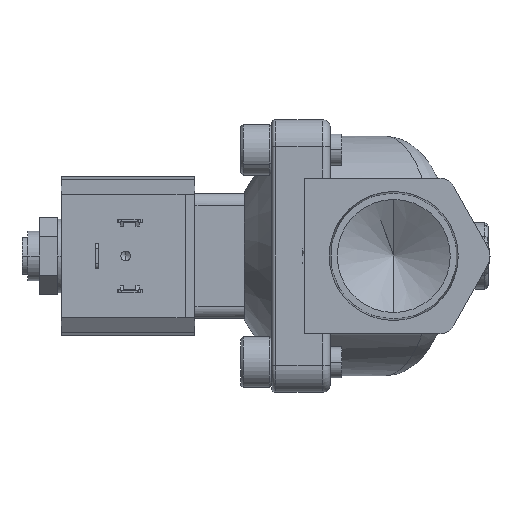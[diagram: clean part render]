
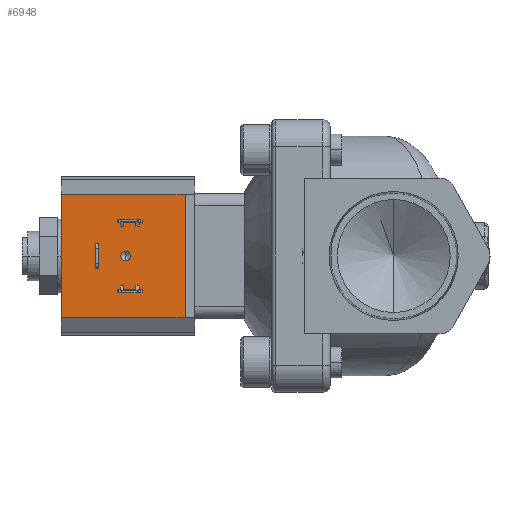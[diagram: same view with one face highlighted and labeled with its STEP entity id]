
A CAD part, left-side view. The second image highlights one B-rep face of the part: STEP entity #6948.
In plain terms, the highlighted planar face has unit normal (-1, 0, 0).
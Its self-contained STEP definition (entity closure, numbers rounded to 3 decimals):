
#42 = VECTOR ( 'NONE', #1165, 1000. ) ;
#71 = ORIENTED_EDGE ( 'NONE', *, *, #14193, .F. ) ;
#157 = LINE ( 'NONE', #303, #5818 ) ;
#173 = CARTESIAN_POINT ( 'NONE',  ( 2.057, 43.965, 0. ) ) ;
#255 = EDGE_LOOP ( 'NONE', ( #10847, #2722, #323, #4192 ) ) ;
#261 = EDGE_LOOP ( 'NONE', ( #7300, #71, #12311, #7140 ) ) ;
#303 = CARTESIAN_POINT ( 'NONE',  ( 2.057, 51.829, -3.213 ) ) ;
#323 = ORIENTED_EDGE ( 'NONE', *, *, #8289, .T. ) ;
#397 = EDGE_CURVE ( 'NONE', #3259, #8516, #1325, .T. ) ;
#444 = LINE ( 'NONE', #863, #10876 ) ;
#447 = VERTEX_POINT ( 'NONE', #13207 ) ;
#631 = CARTESIAN_POINT ( 'NONE',  ( 2.057, 28.74, -15.875 ) ) ;
#687 = DIRECTION ( 'NONE',  ( -1., 0., 0. ) ) ;
#697 = ORIENTED_EDGE ( 'NONE', *, *, #6250, .T. ) ;
#790 = DIRECTION ( 'NONE',  ( 0., 0., 1. ) ) ;
#863 = CARTESIAN_POINT ( 'NONE',  ( 2.057, 46.114, -9.423 ) ) ;
#896 = LINE ( 'NONE', #971, #10706 ) ;
#971 = CARTESIAN_POINT ( 'NONE',  ( 2.057, 51.829, -3.213 ) ) ;
#1046 = DIRECTION ( 'NONE',  ( 0., -1., 0. ) ) ;
#1126 = CARTESIAN_POINT ( 'NONE',  ( 2.057, 28.74, -15.875 ) ) ;
#1127 = CARTESIAN_POINT ( 'NONE',  ( 2.057, 46.114, 8.611 ) ) ;
#1165 = DIRECTION ( 'NONE',  ( 0., -1., 0. ) ) ;
#1214 = DIRECTION ( 'NONE',  ( 0., 0., 1. ) ) ;
#1325 = LINE ( 'NONE', #11432, #13473 ) ;
#1487 = VERTEX_POINT ( 'NONE', #1126 ) ;
#1490 = ORIENTED_EDGE ( 'NONE', *, *, #6559, .T. ) ;
#1605 = VECTOR ( 'NONE', #14167, 1000. ) ;
#1867 = CARTESIAN_POINT ( 'NONE',  ( 2.057, 51.016, -3.213 ) ) ;
#1880 = CARTESIAN_POINT ( 'NONE',  ( 2.057, 46.114, -8.611 ) ) ;
#1888 = CARTESIAN_POINT ( 'NONE',  ( 2.057, 60.49, 15.875 ) ) ;
#1951 = CARTESIAN_POINT ( 'NONE',  ( 2.057, 28.74, -15.875 ) ) ;
#2069 = FACE_BOUND ( 'NONE', #261, .T. ) ;
#2153 = DIRECTION ( 'NONE',  ( -1., 0., 0. ) ) ;
#2181 = VERTEX_POINT ( 'NONE', #12617 ) ;
#2319 = ORIENTED_EDGE ( 'NONE', *, *, #7057, .F. ) ;
#2365 = VECTOR ( 'NONE', #12635, 1000. ) ;
#2471 = VERTEX_POINT ( 'NONE', #4172 ) ;
#2722 = ORIENTED_EDGE ( 'NONE', *, *, #4289, .F. ) ;
#2832 = VERTEX_POINT ( 'NONE', #4343 ) ;
#3099 = VERTEX_POINT ( 'NONE', #11187 ) ;
#3159 = FACE_BOUND ( 'NONE', #10687, .T. ) ;
#3229 = FACE_BOUND ( 'NONE', #255, .T. ) ;
#3259 = VERTEX_POINT ( 'NONE', #4196 ) ;
#3565 = VERTEX_POINT ( 'NONE', #6061 ) ;
#3868 = DIRECTION ( 'NONE',  ( 0., 0., -1. ) ) ;
#4172 = CARTESIAN_POINT ( 'NONE',  ( 2.057, 60.49, -15.875 ) ) ;
#4192 = ORIENTED_EDGE ( 'NONE', *, *, #6231, .T. ) ;
#4196 = CARTESIAN_POINT ( 'NONE',  ( 2.057, 28.74, 15.875 ) ) ;
#4289 = EDGE_CURVE ( 'NONE', #5618, #14299, #5065, .T. ) ;
#4343 = CARTESIAN_POINT ( 'NONE',  ( 2.057, 43.965, -1.264 ) ) ;
#4376 = ORIENTED_EDGE ( 'NONE', *, *, #12436, .F. ) ;
#4537 = EDGE_CURVE ( 'NONE', #13583, #13872, #11832, .T. ) ;
#4559 = CARTESIAN_POINT ( 'NONE',  ( 2.057, 51.016, -3.213 ) ) ;
#4570 = LINE ( 'NONE', #11413, #8626 ) ;
#4585 = DIRECTION ( 'NONE',  ( -1., 0., 0. ) ) ;
#4875 = CARTESIAN_POINT ( 'NONE',  ( 2.057, 46.114, 9.423 ) ) ;
#5037 = CARTESIAN_POINT ( 'NONE',  ( 2.057, 46.114, 8.611 ) ) ;
#5065 = LINE ( 'NONE', #8418, #7418 ) ;
#5124 = EDGE_LOOP ( 'NONE', ( #6509, #12886 ) ) ;
#5228 = CARTESIAN_POINT ( 'NONE',  ( 2.057, 39.764, -9.423 ) ) ;
#5618 = VERTEX_POINT ( 'NONE', #10163 ) ;
#5818 = VECTOR ( 'NONE', #9017, 1000. ) ;
#5892 = ORIENTED_EDGE ( 'NONE', *, *, #13026, .F. ) ;
#5963 = LINE ( 'NONE', #10418, #8929 ) ;
#6061 = CARTESIAN_POINT ( 'NONE',  ( 2.057, 39.764, 9.423 ) ) ;
#6231 = EDGE_CURVE ( 'NONE', #11598, #11172, #12285, .T. ) ;
#6250 = EDGE_CURVE ( 'NONE', #3565, #447, #4570, .T. ) ;
#6269 = CIRCLE ( 'NONE', #6511, 1.264 ) ;
#6294 = DIRECTION ( 'NONE',  ( 0., 0., 1. ) ) ;
#6295 = EDGE_CURVE ( 'NONE', #2181, #11662, #157, .T. ) ;
#6476 = CIRCLE ( 'NONE', #8123, 1.264 ) ;
#6509 = ORIENTED_EDGE ( 'NONE', *, *, #14078, .F. ) ;
#6511 = AXIS2_PLACEMENT_3D ( 'NONE', #12690, #687, #10636 ) ;
#6536 = VECTOR ( 'NONE', #10010, 1000. ) ;
#6559 = EDGE_CURVE ( 'NONE', #1487, #3259, #7604, .T. ) ;
#6573 = DIRECTION ( 'NONE',  ( 0., 0., 1. ) ) ;
#6645 = LINE ( 'NONE', #1127, #6536 ) ;
#6752 = EDGE_CURVE ( 'NONE', #1487, #2471, #10378, .T. ) ;
#6904 = DIRECTION ( 'NONE',  ( 0., -1., 0. ) ) ;
#6919 = EDGE_CURVE ( 'NONE', #11662, #13872, #14027, .T. ) ;
#6948 = ADVANCED_FACE ( 'NONE', ( #13072, #7524, #3159, #2069, #3229 ), #11889, .T. ) ;
#7057 = EDGE_CURVE ( 'NONE', #14141, #447, #6645, .T. ) ;
#7062 = LINE ( 'NONE', #11501, #13512 ) ;
#7074 = CARTESIAN_POINT ( 'NONE',  ( 2.057, 60.49, -15.875 ) ) ;
#7129 = DIRECTION ( 'NONE',  ( 0., -1., 0. ) ) ;
#7140 = ORIENTED_EDGE ( 'NONE', *, *, #6919, .T. ) ;
#7300 = ORIENTED_EDGE ( 'NONE', *, *, #4537, .F. ) ;
#7393 = CARTESIAN_POINT ( 'NONE',  ( 2.057, 51.829, 3.213 ) ) ;
#7418 = VECTOR ( 'NONE', #6904, 1000. ) ;
#7453 = LINE ( 'NONE', #13076, #1605 ) ;
#7454 = CARTESIAN_POINT ( 'NONE',  ( 2.057, 51.016, 3.213 ) ) ;
#7524 = FACE_BOUND ( 'NONE', #5124, .T. ) ;
#7604 = LINE ( 'NONE', #1951, #12353 ) ;
#7664 = CARTESIAN_POINT ( 'NONE',  ( 2.057, 28.74, -15.875 ) ) ;
#8123 = AXIS2_PLACEMENT_3D ( 'NONE', #173, #4585, #9039 ) ;
#8289 = EDGE_CURVE ( 'NONE', #5618, #11598, #444, .T. ) ;
#8418 = CARTESIAN_POINT ( 'NONE',  ( 2.057, 46.114, -9.423 ) ) ;
#8516 = VERTEX_POINT ( 'NONE', #1888 ) ;
#8594 = VECTOR ( 'NONE', #9127, 1000. ) ;
#8626 = VECTOR ( 'NONE', #12580, 1000. ) ;
#8693 = CARTESIAN_POINT ( 'NONE',  ( 2.057, 51.829, 3.213 ) ) ;
#8897 = ORIENTED_EDGE ( 'NONE', *, *, #6752, .F. ) ;
#8929 = VECTOR ( 'NONE', #7129, 1000. ) ;
#9017 = DIRECTION ( 'NONE',  ( 0., 0., 1. ) ) ;
#9039 = DIRECTION ( 'NONE',  ( 0., 0., 1. ) ) ;
#9127 = DIRECTION ( 'NONE',  ( 0., 0., 1. ) ) ;
#9948 = EDGE_CURVE ( 'NONE', #13121, #3565, #5963, .T. ) ;
#10010 = DIRECTION ( 'NONE',  ( 0., -1., 0. ) ) ;
#10163 = CARTESIAN_POINT ( 'NONE',  ( 2.057, 46.114, -9.423 ) ) ;
#10213 = LINE ( 'NONE', #7074, #8594 ) ;
#10378 = LINE ( 'NONE', #631, #2365 ) ;
#10418 = CARTESIAN_POINT ( 'NONE',  ( 2.057, 46.114, 9.423 ) ) ;
#10636 = DIRECTION ( 'NONE',  ( 0., 0., 1. ) ) ;
#10687 = EDGE_LOOP ( 'NONE', ( #697, #2319, #5892, #13906 ) ) ;
#10706 = VECTOR ( 'NONE', #1046, 1000. ) ;
#10847 = ORIENTED_EDGE ( 'NONE', *, *, #11415, .F. ) ;
#10876 = VECTOR ( 'NONE', #1214, 1000. ) ;
#10988 = VECTOR ( 'NONE', #6294, 1000. ) ;
#11172 = VERTEX_POINT ( 'NONE', #13368 ) ;
#11184 = VECTOR ( 'NONE', #13208, 1000. ) ;
#11187 = CARTESIAN_POINT ( 'NONE',  ( 2.057, 43.965, 1.264 ) ) ;
#11195 = CARTESIAN_POINT ( 'NONE',  ( 2.057, 46.114, -8.611 ) ) ;
#11413 = CARTESIAN_POINT ( 'NONE',  ( 2.057, 39.764, 9.423 ) ) ;
#11415 = EDGE_CURVE ( 'NONE', #14299, #11172, #7453, .T. ) ;
#11432 = CARTESIAN_POINT ( 'NONE',  ( 2.057, 28.74, 15.875 ) ) ;
#11501 = CARTESIAN_POINT ( 'NONE',  ( 2.057, 46.114, 9.423 ) ) ;
#11598 = VERTEX_POINT ( 'NONE', #1880 ) ;
#11662 = VERTEX_POINT ( 'NONE', #7393 ) ;
#11832 = LINE ( 'NONE', #1867, #10988 ) ;
#11889 = PLANE ( 'NONE',  #12816 ) ;
#11911 = ORIENTED_EDGE ( 'NONE', *, *, #397, .T. ) ;
#12110 = DIRECTION ( 'NONE',  ( 0., 1., 0. ) ) ;
#12208 = EDGE_CURVE ( 'NONE', #2832, #3099, #6476, .T. ) ;
#12285 = LINE ( 'NONE', #11195, #42 ) ;
#12311 = ORIENTED_EDGE ( 'NONE', *, *, #6295, .T. ) ;
#12353 = VECTOR ( 'NONE', #790, 1000. ) ;
#12436 = EDGE_CURVE ( 'NONE', #2471, #8516, #10213, .T. ) ;
#12529 = EDGE_LOOP ( 'NONE', ( #4376, #8897, #1490, #11911 ) ) ;
#12580 = DIRECTION ( 'NONE',  ( 0., 0., -1. ) ) ;
#12617 = CARTESIAN_POINT ( 'NONE',  ( 2.057, 51.829, -3.213 ) ) ;
#12635 = DIRECTION ( 'NONE',  ( 0., 1., 0. ) ) ;
#12690 = CARTESIAN_POINT ( 'NONE',  ( 2.057, 43.965, 0. ) ) ;
#12816 = AXIS2_PLACEMENT_3D ( 'NONE', #7664, #2153, #6573 ) ;
#12886 = ORIENTED_EDGE ( 'NONE', *, *, #12208, .F. ) ;
#13026 = EDGE_CURVE ( 'NONE', #13121, #14141, #7062, .T. ) ;
#13072 = FACE_OUTER_BOUND ( 'NONE', #12529, .T. ) ;
#13076 = CARTESIAN_POINT ( 'NONE',  ( 2.057, 39.764, -9.423 ) ) ;
#13121 = VERTEX_POINT ( 'NONE', #4875 ) ;
#13207 = CARTESIAN_POINT ( 'NONE',  ( 2.057, 39.764, 8.611 ) ) ;
#13208 = DIRECTION ( 'NONE',  ( 0., -1., 0. ) ) ;
#13368 = CARTESIAN_POINT ( 'NONE',  ( 2.057, 39.764, -8.611 ) ) ;
#13473 = VECTOR ( 'NONE', #12110, 1000. ) ;
#13512 = VECTOR ( 'NONE', #3868, 1000. ) ;
#13583 = VERTEX_POINT ( 'NONE', #4559 ) ;
#13872 = VERTEX_POINT ( 'NONE', #7454 ) ;
#13906 = ORIENTED_EDGE ( 'NONE', *, *, #9948, .T. ) ;
#14027 = LINE ( 'NONE', #8693, #11184 ) ;
#14078 = EDGE_CURVE ( 'NONE', #3099, #2832, #6269, .T. ) ;
#14141 = VERTEX_POINT ( 'NONE', #5037 ) ;
#14167 = DIRECTION ( 'NONE',  ( 0., 0., 1. ) ) ;
#14193 = EDGE_CURVE ( 'NONE', #2181, #13583, #896, .T. ) ;
#14299 = VERTEX_POINT ( 'NONE', #5228 ) ;
